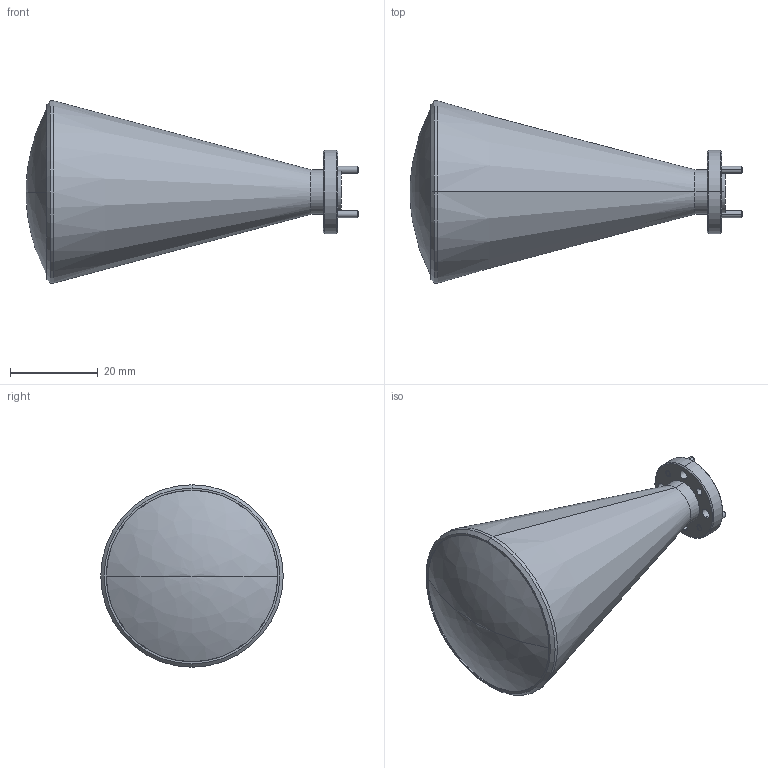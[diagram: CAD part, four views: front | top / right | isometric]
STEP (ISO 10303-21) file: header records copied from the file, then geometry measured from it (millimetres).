
FILE_DESCRIPTION (( 'STEP AP203' ), '1' );
FILE_NAME ('SAL-7531142805-10-S1.STEP', '2021-08-12T19:28:21', ( '' ), ( '' ), 'SwSTEP 2.0', 'SolidWorks 2021', '' );
FILE_SCHEMA (( 'CONFIG_CONTROL_DESIGN' ));
Length unit declared in the file: inch
Products named in the file (1): SAL-7531142805-10-S1
Bounding box: 75.8 x 41.66 x 41.66 mm (x, y, z)
Volume: 42007.5 mm3; surface area: 10088 mm2
Topology: 4 solids, 4 shells, 85 faces, 184 edges, 113 vertices
Faces by surface type: cylinder 40, cone 24, plane 15, bspline 6
Entity records: 2697 total; most frequent: CARTESIAN_POINT 693, DIRECTION 436, ORIENTED_EDGE 364, AXIS2_PLACEMENT_3D 184, EDGE_CURVE 182, VERTEX_POINT 113, EDGE_LOOP 109, CIRCLE 104
